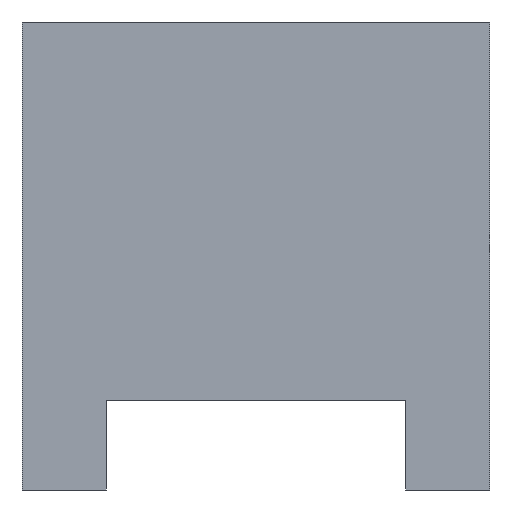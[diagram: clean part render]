
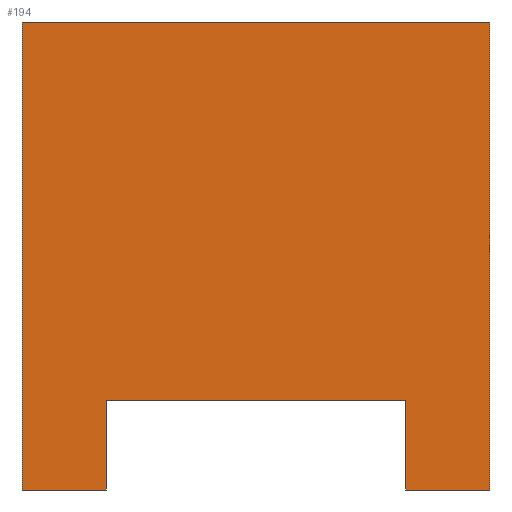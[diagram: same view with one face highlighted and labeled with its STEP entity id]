
A CAD part, front view. The second image highlights one B-rep face of the part: STEP entity #194.
In plain terms, the highlighted planar face has unit normal (0, -1, 0).
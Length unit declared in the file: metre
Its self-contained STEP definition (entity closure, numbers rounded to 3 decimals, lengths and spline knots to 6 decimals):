
#52=ORIENTED_EDGE('',*,*,#70,.F.);
#53=ORIENTED_EDGE('',*,*,#74,.T.);
#54=ORIENTED_EDGE('',*,*,#77,.T.);
#55=ORIENTED_EDGE('',*,*,#80,.T.);
#56=ORIENTED_EDGE('',*,*,#83,.T.);
#57=ORIENTED_EDGE('',*,*,#86,.T.);
#58=ORIENTED_EDGE('',*,*,#89,.T.);
#59=ORIENTED_EDGE('',*,*,#91,.F.);
#70=EDGE_CURVE('',#94,#95,#110,.T.);
#74=EDGE_CURVE('',#94,#97,#114,.T.);
#77=EDGE_CURVE('',#97,#99,#117,.T.);
#80=EDGE_CURVE('',#99,#101,#120,.T.);
#83=EDGE_CURVE('',#101,#103,#123,.T.);
#86=EDGE_CURVE('',#103,#105,#126,.T.);
#89=EDGE_CURVE('',#105,#107,#129,.T.);
#91=EDGE_CURVE('',#95,#107,#131,.T.);
#94=VERTEX_POINT('',#271);
#95=VERTEX_POINT('',#273);
#97=VERTEX_POINT('',#279);
#99=VERTEX_POINT('',#285);
#101=VERTEX_POINT('',#291);
#103=VERTEX_POINT('',#297);
#105=VERTEX_POINT('',#303);
#107=VERTEX_POINT('',#309);
#110=LINE('',#272,#134);
#114=LINE('',#280,#138);
#117=LINE('',#286,#141);
#120=LINE('',#292,#144);
#123=LINE('',#298,#147);
#126=LINE('',#304,#150);
#129=LINE('',#310,#153);
#131=LINE('',#313,#155);
#134=VECTOR('',#225,1.);
#138=VECTOR('',#231,1.);
#141=VECTOR('',#236,1.);
#144=VECTOR('',#241,1.);
#147=VECTOR('',#246,1.);
#150=VECTOR('',#251,1.);
#153=VECTOR('',#256,1.);
#155=VECTOR('',#260,1.);
#164=EDGE_LOOP('',(#52,#53,#54,#55,#56,#57,#58,#59));
#174=FACE_BOUND('',#164,.T.);
#184=PLANE('',#217);
#194=ADVANCED_FACE('',(#174),#184,.T.);
#217=AXIS2_PLACEMENT_3D('',#314,#261,#262);
#225=DIRECTION('',(1.,0.,0.));
#231=DIRECTION('',(0.,0.,-1.));
#236=DIRECTION('',(1.,0.,0.));
#241=DIRECTION('',(0.,0.,1.));
#246=DIRECTION('',(1.,0.,0.));
#251=DIRECTION('',(0.,0.,-1.));
#256=DIRECTION('',(1.,0.,0.));
#260=DIRECTION('',(0.,0.,-1.));
#261=DIRECTION('',(0.,-1.,0.));
#262=DIRECTION('',(1.,0.,0.));
#271=CARTESIAN_POINT('',(-0.024567,-0.03,0.025172));
#272=CARTESIAN_POINT('',(0.000433,-0.03,0.025172));
#273=CARTESIAN_POINT('',(0.025433,-0.03,0.025172));
#279=CARTESIAN_POINT('',(-0.024567,-0.03,-0.024828));
#280=CARTESIAN_POINT('',(-0.024567,-0.03,0.000172));
#285=CARTESIAN_POINT('',(-0.015567,-0.03,-0.024828));
#286=CARTESIAN_POINT('',(-0.020067,-0.03,-0.024828));
#291=CARTESIAN_POINT('',(-0.015567,-0.03,-0.015317));
#292=CARTESIAN_POINT('',(-0.015567,-0.03,-0.020072));
#297=CARTESIAN_POINT('',(0.016433,-0.03,-0.015317));
#298=CARTESIAN_POINT('',(0.000433,-0.03,-0.015317));
#303=CARTESIAN_POINT('',(0.016433,-0.03,-0.024828));
#304=CARTESIAN_POINT('',(0.016433,-0.03,-0.020072));
#309=CARTESIAN_POINT('',(0.025433,-0.03,-0.024828));
#310=CARTESIAN_POINT('',(0.020933,-0.03,-0.024828));
#313=CARTESIAN_POINT('',(0.025433,-0.03,0.000172));
#314=CARTESIAN_POINT('',(0.000433,-0.03,0.000172));
